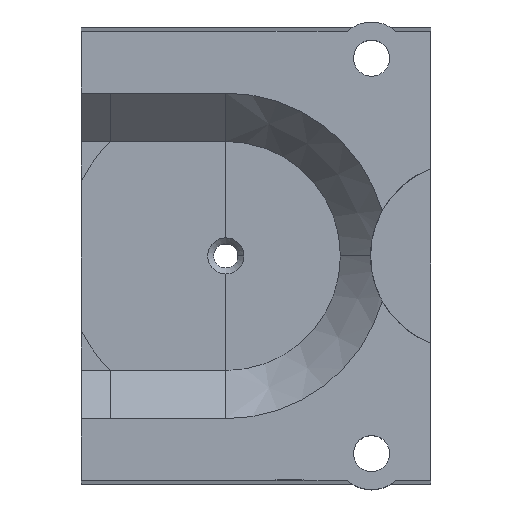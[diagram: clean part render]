
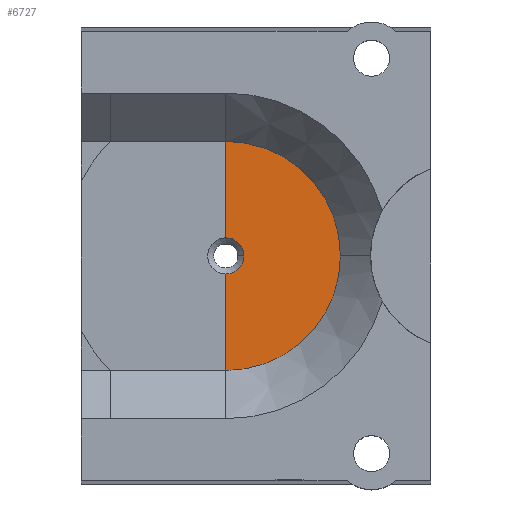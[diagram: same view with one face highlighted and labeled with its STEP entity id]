
A CAD part, top view. The second image highlights one B-rep face of the part: STEP entity #6727.
In plain terms, the highlighted planar face has unit normal (0, 0, 1).
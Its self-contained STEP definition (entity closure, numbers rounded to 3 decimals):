
#3103 = PLANE('',#3104);
#3104 = AXIS2_PLACEMENT_3D('',#3105,#3106,#3107);
#3105 = CARTESIAN_POINT('',(0.,0.,10.));
#3106 = DIRECTION('',(0.,0.,1.));
#3107 = DIRECTION('',(1.,0.,0.));
#5379 = CONICAL_SURFACE('',#5380,13.5,0.785);
#5380 = AXIS2_PLACEMENT_3D('',#5381,#5382,#5383);
#5381 = CARTESIAN_POINT('',(0.,0.,14.));
#5382 = DIRECTION('',(0.,0.,1.));
#5383 = DIRECTION('',(0.,-1.,0.));
#5820 = CONICAL_SURFACE('',#5821,13.5,0.785);
#5821 = AXIS2_PLACEMENT_3D('',#5822,#5823,#5824);
#5822 = CARTESIAN_POINT('',(0.,0.,14.));
#5823 = DIRECTION('',(0.,0.,1.));
#5824 = DIRECTION('',(1.,0.,0.));
#5922 = EDGE_CURVE('',#5923,#5925,#5927,.T.);
#5923 = VERTEX_POINT('',#5924);
#5924 = CARTESIAN_POINT('',(0.,9.5,10.));
#5925 = VERTEX_POINT('',#5926);
#5926 = CARTESIAN_POINT('',(0.,1.5,10.));
#5927 = SURFACE_CURVE('',#5928,(#5932,#5939),.PCURVE_S1.);
#5928 = LINE('',#5929,#5930);
#5929 = CARTESIAN_POINT('',(0.,13.5,10.));
#5930 = VECTOR('',#5931,1.);
#5931 = DIRECTION('',(0.,-1.,0.));
#5932 = PCURVE('',#3103,#5933);
#5933 = DEFINITIONAL_REPRESENTATION('',(#5934),#5938);
#5934 = LINE('',#5935,#5936);
#5935 = CARTESIAN_POINT('',(0.,13.5));
#5936 = VECTOR('',#5937,1.);
#5937 = DIRECTION('',(0.,-1.));
#5938 = ( GEOMETRIC_REPRESENTATION_CONTEXT(2) 
PARAMETRIC_REPRESENTATION_CONTEXT() REPRESENTATION_CONTEXT('2D SPACE',''
  ) );
#5939 = PCURVE('',#5940,#5945);
#5940 = PLANE('',#5941);
#5941 = AXIS2_PLACEMENT_3D('',#5942,#5943,#5944);
#5942 = CARTESIAN_POINT('',(0.,0.,10.));
#5943 = DIRECTION('',(0.,0.,1.));
#5944 = DIRECTION('',(1.,0.,0.));
#5945 = DEFINITIONAL_REPRESENTATION('',(#5946),#5950);
#5946 = LINE('',#5947,#5948);
#5947 = CARTESIAN_POINT('',(0.,13.5));
#5948 = VECTOR('',#5949,1.);
#5949 = DIRECTION('',(0.,-1.));
#5950 = ( GEOMETRIC_REPRESENTATION_CONTEXT(2) 
PARAMETRIC_REPRESENTATION_CONTEXT() REPRESENTATION_CONTEXT('2D SPACE',''
  ) );
#6022 = VERTEX_POINT('',#6023);
#6023 = CARTESIAN_POINT('',(0.,-9.5,10.));
#6042 = EDGE_CURVE('',#6043,#6022,#6045,.T.);
#6043 = VERTEX_POINT('',#6044);
#6044 = CARTESIAN_POINT('',(0.,-1.5,10.));
#6045 = SURFACE_CURVE('',#6046,(#6050,#6057),.PCURVE_S1.);
#6046 = LINE('',#6047,#6048);
#6047 = CARTESIAN_POINT('',(0.,13.5,10.));
#6048 = VECTOR('',#6049,1.);
#6049 = DIRECTION('',(0.,-1.,0.));
#6050 = PCURVE('',#3103,#6051);
#6051 = DEFINITIONAL_REPRESENTATION('',(#6052),#6056);
#6052 = LINE('',#6053,#6054);
#6053 = CARTESIAN_POINT('',(0.,13.5));
#6054 = VECTOR('',#6055,1.);
#6055 = DIRECTION('',(0.,-1.));
#6056 = ( GEOMETRIC_REPRESENTATION_CONTEXT(2) 
PARAMETRIC_REPRESENTATION_CONTEXT() REPRESENTATION_CONTEXT('2D SPACE',''
  ) );
#6057 = PCURVE('',#5940,#6058);
#6058 = DEFINITIONAL_REPRESENTATION('',(#6059),#6063);
#6059 = LINE('',#6060,#6061);
#6060 = CARTESIAN_POINT('',(0.,13.5));
#6061 = VECTOR('',#6062,1.);
#6062 = DIRECTION('',(0.,-1.));
#6063 = ( GEOMETRIC_REPRESENTATION_CONTEXT(2) 
PARAMETRIC_REPRESENTATION_CONTEXT() REPRESENTATION_CONTEXT('2D SPACE',''
  ) );
#6419 = EDGE_CURVE('',#6022,#6420,#6422,.T.);
#6420 = VERTEX_POINT('',#6421);
#6421 = CARTESIAN_POINT('',(9.5,0.,10.));
#6422 = SURFACE_CURVE('',#6423,(#6428,#6435),.PCURVE_S1.);
#6423 = CIRCLE('',#6424,9.5);
#6424 = AXIS2_PLACEMENT_3D('',#6425,#6426,#6427);
#6425 = CARTESIAN_POINT('',(0.,0.,10.));
#6426 = DIRECTION('',(0.,0.,1.));
#6427 = DIRECTION('',(0.,-1.,0.));
#6428 = PCURVE('',#5379,#6429);
#6429 = DEFINITIONAL_REPRESENTATION('',(#6430),#6434);
#6430 = LINE('',#6431,#6432);
#6431 = CARTESIAN_POINT('',(0.,-4.));
#6432 = VECTOR('',#6433,1.);
#6433 = DIRECTION('',(1.,0.));
#6434 = ( GEOMETRIC_REPRESENTATION_CONTEXT(2) 
PARAMETRIC_REPRESENTATION_CONTEXT() REPRESENTATION_CONTEXT('2D SPACE',''
  ) );
#6435 = PCURVE('',#5940,#6436);
#6436 = DEFINITIONAL_REPRESENTATION('',(#6437),#6441);
#6437 = CIRCLE('',#6438,9.5);
#6438 = AXIS2_PLACEMENT_2D('',#6439,#6440);
#6439 = CARTESIAN_POINT('',(0.,0.));
#6440 = DIRECTION('',(0.,-1.));
#6441 = ( GEOMETRIC_REPRESENTATION_CONTEXT(2) 
PARAMETRIC_REPRESENTATION_CONTEXT() REPRESENTATION_CONTEXT('2D SPACE',''
  ) );
#6677 = EDGE_CURVE('',#6420,#5923,#6678,.T.);
#6678 = SURFACE_CURVE('',#6679,(#6684,#6691),.PCURVE_S1.);
#6679 = CIRCLE('',#6680,9.5);
#6680 = AXIS2_PLACEMENT_3D('',#6681,#6682,#6683);
#6681 = CARTESIAN_POINT('',(0.,0.,10.));
#6682 = DIRECTION('',(0.,0.,1.));
#6683 = DIRECTION('',(1.,0.,0.));
#6684 = PCURVE('',#5820,#6685);
#6685 = DEFINITIONAL_REPRESENTATION('',(#6686),#6690);
#6686 = LINE('',#6687,#6688);
#6687 = CARTESIAN_POINT('',(0.,-4.));
#6688 = VECTOR('',#6689,1.);
#6689 = DIRECTION('',(1.,0.));
#6690 = ( GEOMETRIC_REPRESENTATION_CONTEXT(2) 
PARAMETRIC_REPRESENTATION_CONTEXT() REPRESENTATION_CONTEXT('2D SPACE',''
  ) );
#6691 = PCURVE('',#5940,#6692);
#6692 = DEFINITIONAL_REPRESENTATION('',(#6693),#6697);
#6693 = CIRCLE('',#6694,9.5);
#6694 = AXIS2_PLACEMENT_2D('',#6695,#6696);
#6695 = CARTESIAN_POINT('',(0.,0.));
#6696 = DIRECTION('',(1.,0.));
#6697 = ( GEOMETRIC_REPRESENTATION_CONTEXT(2) 
PARAMETRIC_REPRESENTATION_CONTEXT() REPRESENTATION_CONTEXT('2D SPACE',''
  ) );
#6727 = ADVANCED_FACE('',(#6728),#5940,.T.);
#6728 = FACE_BOUND('',#6729,.T.);
#6729 = EDGE_LOOP('',(#6730,#6731,#6732,#6733,#6734,#6767));
#6730 = ORIENTED_EDGE('',*,*,#6042,.T.);
#6731 = ORIENTED_EDGE('',*,*,#6419,.T.);
#6732 = ORIENTED_EDGE('',*,*,#6677,.T.);
#6733 = ORIENTED_EDGE('',*,*,#5922,.T.);
#6734 = ORIENTED_EDGE('',*,*,#6735,.T.);
#6735 = EDGE_CURVE('',#5925,#6736,#6738,.T.);
#6736 = VERTEX_POINT('',#6737);
#6737 = CARTESIAN_POINT('',(1.5,0.,10.));
#6738 = SURFACE_CURVE('',#6739,(#6744,#6755),.PCURVE_S1.);
#6739 = CIRCLE('',#6740,1.5);
#6740 = AXIS2_PLACEMENT_3D('',#6741,#6742,#6743);
#6741 = CARTESIAN_POINT('',(0.,0.,10.));
#6742 = DIRECTION('',(0.,0.,-1.));
#6743 = DIRECTION('',(0.,1.,0.));
#6744 = PCURVE('',#5940,#6745);
#6745 = DEFINITIONAL_REPRESENTATION('',(#6746),#6754);
#6746 = ( BOUNDED_CURVE() B_SPLINE_CURVE(2,(#6747,#6748,#6749,#6750,
#6751,#6752,#6753),.UNSPECIFIED.,.T.,.F.) B_SPLINE_CURVE_WITH_KNOTS((1,2
    ,2,2,2,1),(-2.094,0.,2.094,4.189,
6.283,8.378),.UNSPECIFIED.) CURVE() 
GEOMETRIC_REPRESENTATION_ITEM() RATIONAL_B_SPLINE_CURVE((1.,0.5,1.,0.5,
1.,0.5,1.)) REPRESENTATION_ITEM('') );
#6747 = CARTESIAN_POINT('',(0.,1.5));
#6748 = CARTESIAN_POINT('',(2.598,1.5));
#6749 = CARTESIAN_POINT('',(1.299,-0.75));
#6750 = CARTESIAN_POINT('',(0.,-3.));
#6751 = CARTESIAN_POINT('',(-1.299,-0.75));
#6752 = CARTESIAN_POINT('',(-2.598,1.5));
#6753 = CARTESIAN_POINT('',(0.,1.5));
#6754 = ( GEOMETRIC_REPRESENTATION_CONTEXT(2) 
PARAMETRIC_REPRESENTATION_CONTEXT() REPRESENTATION_CONTEXT('2D SPACE',''
  ) );
#6755 = PCURVE('',#6756,#6761);
#6756 = CONICAL_SURFACE('',#6757,1.,0.785);
#6757 = AXIS2_PLACEMENT_3D('',#6758,#6759,#6760);
#6758 = CARTESIAN_POINT('',(0.,0.,9.5));
#6759 = DIRECTION('',(0.,0.,1.));
#6760 = DIRECTION('',(0.,1.,0.));
#6761 = DEFINITIONAL_REPRESENTATION('',(#6762),#6766);
#6762 = LINE('',#6763,#6764);
#6763 = CARTESIAN_POINT('',(-0.,0.5));
#6764 = VECTOR('',#6765,1.);
#6765 = DIRECTION('',(-1.,0.));
#6766 = ( GEOMETRIC_REPRESENTATION_CONTEXT(2) 
PARAMETRIC_REPRESENTATION_CONTEXT() REPRESENTATION_CONTEXT('2D SPACE',''
  ) );
#6767 = ORIENTED_EDGE('',*,*,#6768,.T.);
#6768 = EDGE_CURVE('',#6736,#6043,#6769,.T.);
#6769 = SURFACE_CURVE('',#6770,(#6775,#6786),.PCURVE_S1.);
#6770 = CIRCLE('',#6771,1.5);
#6771 = AXIS2_PLACEMENT_3D('',#6772,#6773,#6774);
#6772 = CARTESIAN_POINT('',(0.,0.,10.));
#6773 = DIRECTION('',(0.,0.,-1.));
#6774 = DIRECTION('',(1.,0.,0.));
#6775 = PCURVE('',#5940,#6776);
#6776 = DEFINITIONAL_REPRESENTATION('',(#6777),#6785);
#6777 = ( BOUNDED_CURVE() B_SPLINE_CURVE(2,(#6778,#6779,#6780,#6781,
#6782,#6783,#6784),.UNSPECIFIED.,.T.,.F.) B_SPLINE_CURVE_WITH_KNOTS((1,2
    ,2,2,2,1),(-2.094,0.,2.094,4.189,
6.283,8.378),.UNSPECIFIED.) CURVE() 
GEOMETRIC_REPRESENTATION_ITEM() RATIONAL_B_SPLINE_CURVE((1.,0.5,1.,0.5,
1.,0.5,1.)) REPRESENTATION_ITEM('') );
#6778 = CARTESIAN_POINT('',(1.5,0.));
#6779 = CARTESIAN_POINT('',(1.5,-2.598));
#6780 = CARTESIAN_POINT('',(-0.75,-1.299));
#6781 = CARTESIAN_POINT('',(-3.,0.));
#6782 = CARTESIAN_POINT('',(-0.75,1.299));
#6783 = CARTESIAN_POINT('',(1.5,2.598));
#6784 = CARTESIAN_POINT('',(1.5,0.));
#6785 = ( GEOMETRIC_REPRESENTATION_CONTEXT(2) 
PARAMETRIC_REPRESENTATION_CONTEXT() REPRESENTATION_CONTEXT('2D SPACE',''
  ) );
#6786 = PCURVE('',#6787,#6792);
#6787 = CONICAL_SURFACE('',#6788,1.,0.785);
#6788 = AXIS2_PLACEMENT_3D('',#6789,#6790,#6791);
#6789 = CARTESIAN_POINT('',(0.,0.,9.5));
#6790 = DIRECTION('',(0.,0.,1.));
#6791 = DIRECTION('',(1.,0.,0.));
#6792 = DEFINITIONAL_REPRESENTATION('',(#6793),#6797);
#6793 = LINE('',#6794,#6795);
#6794 = CARTESIAN_POINT('',(-0.,0.5));
#6795 = VECTOR('',#6796,1.);
#6796 = DIRECTION('',(-1.,0.));
#6797 = ( GEOMETRIC_REPRESENTATION_CONTEXT(2) 
PARAMETRIC_REPRESENTATION_CONTEXT() REPRESENTATION_CONTEXT('2D SPACE',''
  ) );
